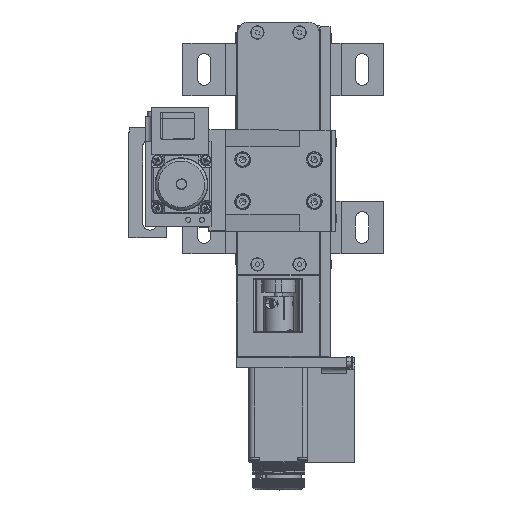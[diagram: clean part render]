
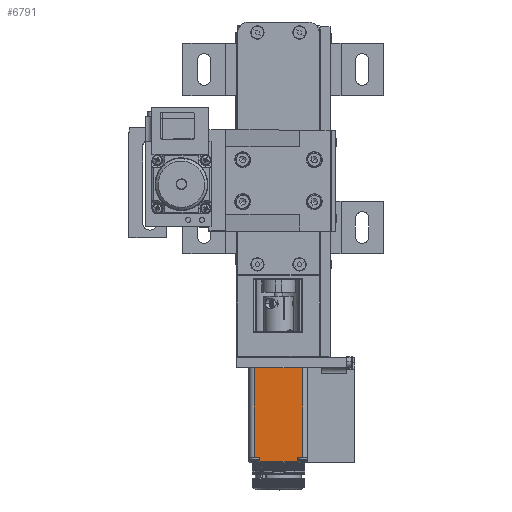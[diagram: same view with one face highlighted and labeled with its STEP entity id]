
A CAD part, top view. The second image highlights one B-rep face of the part: STEP entity #6791.
In plain terms, the highlighted planar face has unit normal (0, 0, 1).
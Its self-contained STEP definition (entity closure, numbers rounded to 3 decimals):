
#2344=PLANE('',#86616);
#6791=ADVANCED_FACE('',(#11555),#2344,.T.);
#11555=FACE_OUTER_BOUND('',#16617,.T.);
#16617=EDGE_LOOP('',(#34966,#34967,#34968,#34969,#34970,#34971,#34972,#34973,
#34974,#34975));
#34966=ORIENTED_EDGE('',*,*,#54500,.T.);
#34967=ORIENTED_EDGE('',*,*,#54473,.F.);
#34968=ORIENTED_EDGE('',*,*,#54498,.F.);
#34969=ORIENTED_EDGE('',*,*,#54501,.T.);
#34970=ORIENTED_EDGE('',*,*,#54502,.T.);
#34971=ORIENTED_EDGE('',*,*,#54617,.T.);
#34972=ORIENTED_EDGE('',*,*,#54503,.T.);
#34973=ORIENTED_EDGE('',*,*,#54611,.T.);
#34974=ORIENTED_EDGE('',*,*,#54504,.T.);
#34975=ORIENTED_EDGE('',*,*,#54505,.T.);
#54473=EDGE_CURVE('',#79262,#79263,#65437,.T.);
#54498=EDGE_CURVE('',#79293,#79262,#65459,.T.);
#54500=EDGE_CURVE('',#79294,#79263,#65460,.T.);
#54501=EDGE_CURVE('',#79293,#79295,#65461,.T.);
#54502=EDGE_CURVE('',#79295,#79296,#65462,.T.);
#54503=EDGE_CURVE('',#79297,#79298,#65463,.T.);
#54504=EDGE_CURVE('',#79299,#79300,#65464,.T.);
#54505=EDGE_CURVE('',#79300,#79294,#65465,.T.);
#54611=EDGE_CURVE('',#79298,#79299,#65516,.T.);
#54617=EDGE_CURVE('',#79296,#79297,#65520,.T.);
#65437=B_SPLINE_CURVE_WITH_KNOTS('',1,(#152859,#152860),.UNSPECIFIED.,.F.,
 .F.,(2,2),(0.,23.),.UNSPECIFIED.);
#65459=B_SPLINE_CURVE_WITH_KNOTS('',1,(#152912,#152913),.UNSPECIFIED.,.F.,
 .F.,(2,2),(0.,42.6),.UNSPECIFIED.);
#65460=B_SPLINE_CURVE_WITH_KNOTS('',1,(#152917,#152918),.UNSPECIFIED.,.F.,
 .F.,(2,2),(0.,42.6),.UNSPECIFIED.);
#65461=B_SPLINE_CURVE_WITH_KNOTS('',1,(#152919,#152920),.UNSPECIFIED.,.F.,
 .F.,(2,2),(0.,2.6),.UNSPECIFIED.);
#65462=B_SPLINE_CURVE_WITH_KNOTS('',1,(#152921,#152922),.UNSPECIFIED.,.F.,
 .F.,(2,2),(0.,1.4),.UNSPECIFIED.);
#65463=B_SPLINE_CURVE_WITH_KNOTS('',1,(#152923,#152924),.UNSPECIFIED.,.F.,
 .F.,(2,2),(0.,16.8),.UNSPECIFIED.);
#65464=B_SPLINE_CURVE_WITH_KNOTS('',1,(#152925,#152926),.UNSPECIFIED.,.F.,
 .F.,(2,2),(0.,1.4),.UNSPECIFIED.);
#65465=B_SPLINE_CURVE_WITH_KNOTS('',1,(#152927,#152928),.UNSPECIFIED.,.F.,
 .F.,(2,2),(0.,2.6),.UNSPECIFIED.);
#65516=B_SPLINE_CURVE_WITH_KNOTS('',1,(#153228,#153229),.UNSPECIFIED.,.F.,
 .F.,(2,2),(-0.707,0.),.UNSPECIFIED.);
#65520=B_SPLINE_CURVE_WITH_KNOTS('',1,(#153242,#153243),.UNSPECIFIED.,.F.,
 .F.,(2,2),(-0.707,0.),.UNSPECIFIED.);
#79262=VERTEX_POINT('',#123586);
#79263=VERTEX_POINT('',#123587);
#79293=VERTEX_POINT('',#123617);
#79294=VERTEX_POINT('',#123618);
#79295=VERTEX_POINT('',#123619);
#79296=VERTEX_POINT('',#123620);
#79297=VERTEX_POINT('',#123621);
#79298=VERTEX_POINT('',#123622);
#79299=VERTEX_POINT('',#123623);
#79300=VERTEX_POINT('',#123624);
#86616=AXIS2_PLACEMENT_3D('',#107925,#90812,$);
#90812=DIRECTION('',(0.,0.,1.));
#107925=CARTESIAN_POINT('',(-3.27,-48.43,36.));
#123586=CARTESIAN_POINT('',(-0.85,-53.,36.));
#123587=CARTESIAN_POINT('',(22.15,-53.,36.));
#123617=CARTESIAN_POINT('',(-0.85,-95.6,36.));
#123618=CARTESIAN_POINT('',(22.15,-95.6,36.));
#123619=CARTESIAN_POINT('',(1.75,-95.6,36.));
#123620=CARTESIAN_POINT('',(1.75,-97.,36.));
#123621=CARTESIAN_POINT('',(2.25,-97.5,36.));
#123622=CARTESIAN_POINT('',(19.05,-97.5,36.));
#123623=CARTESIAN_POINT('',(19.55,-97.,36.));
#123624=CARTESIAN_POINT('',(19.55,-95.6,36.));
#152859=CARTESIAN_POINT('',(-0.85,-53.,36.));
#152860=CARTESIAN_POINT('',(22.15,-53.,36.));
#152912=CARTESIAN_POINT('',(-0.85,-95.6,36.));
#152913=CARTESIAN_POINT('',(-0.85,-53.,36.));
#152917=CARTESIAN_POINT('',(22.15,-95.6,36.));
#152918=CARTESIAN_POINT('',(22.15,-53.,36.));
#152919=CARTESIAN_POINT('',(-0.85,-95.6,36.));
#152920=CARTESIAN_POINT('',(1.75,-95.6,36.));
#152921=CARTESIAN_POINT('',(1.75,-95.6,36.));
#152922=CARTESIAN_POINT('',(1.75,-97.,36.));
#152923=CARTESIAN_POINT('',(2.25,-97.5,36.));
#152924=CARTESIAN_POINT('',(19.05,-97.5,36.));
#152925=CARTESIAN_POINT('',(19.55,-97.,36.));
#152926=CARTESIAN_POINT('',(19.55,-95.6,36.));
#152927=CARTESIAN_POINT('',(19.55,-95.6,36.));
#152928=CARTESIAN_POINT('',(22.15,-95.6,36.));
#153228=CARTESIAN_POINT('',(19.05,-97.5,36.));
#153229=CARTESIAN_POINT('',(19.55,-97.,36.));
#153242=CARTESIAN_POINT('',(1.75,-97.,36.));
#153243=CARTESIAN_POINT('',(2.25,-97.5,36.));
